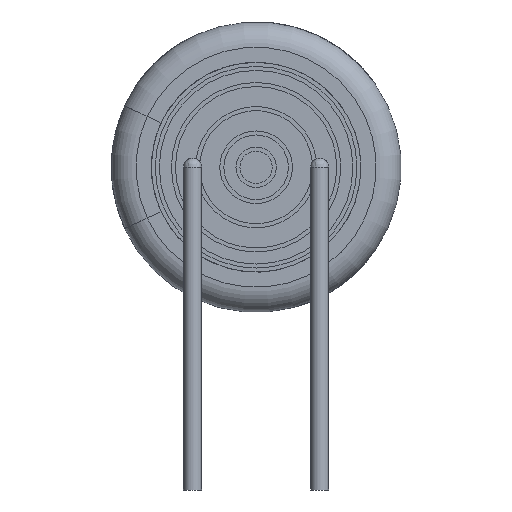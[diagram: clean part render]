
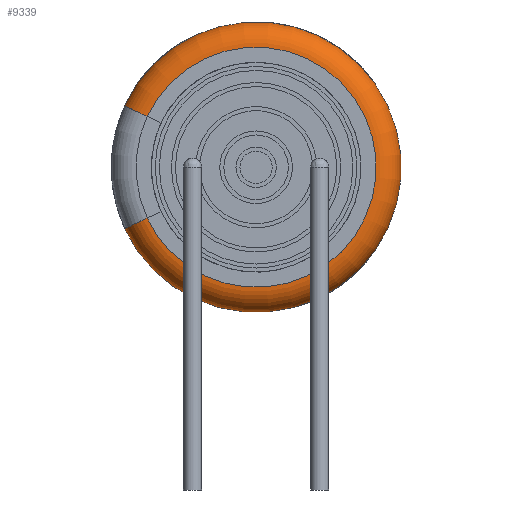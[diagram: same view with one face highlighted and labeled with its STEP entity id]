
A CAD part, front view. The second image highlights one B-rep face of the part: STEP entity #9339.
In plain terms, the highlighted toroidal (fillet/blend) face has major radius 3.308 mm and minor radius 0.692 mm.
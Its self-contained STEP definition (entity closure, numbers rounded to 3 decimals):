
#914=TOROIDAL_SURFACE('',#10100,3.308,0.692);
#2651=FACE_OUTER_BOUND('',#3240,.T.);
#3240=EDGE_LOOP('',(#7033,#7034,#7035,#7036));
#3889=CIRCLE('',#10099,4.);
#3890=CIRCLE('',#10101,3.308);
#3891=CIRCLE('',#10102,0.692);
#3892=CIRCLE('',#10103,0.692);
#4554=VERTEX_POINT('',#16799);
#4555=VERTEX_POINT('',#16800);
#4556=VERTEX_POINT('',#16805);
#4557=VERTEX_POINT('',#16806);
#5519=EDGE_CURVE('',#4554,#4555,#3889,.T.);
#5522=EDGE_CURVE('',#4556,#4557,#3890,.T.);
#5523=EDGE_CURVE('',#4554,#4556,#3891,.T.);
#5524=EDGE_CURVE('',#4555,#4557,#3892,.T.);
#7033=ORIENTED_EDGE('',*,*,#5522,.F.);
#7034=ORIENTED_EDGE('',*,*,#5523,.F.);
#7035=ORIENTED_EDGE('',*,*,#5519,.T.);
#7036=ORIENTED_EDGE('',*,*,#5524,.T.);
#9339=ADVANCED_FACE('',(#2651),#914,.T.);
#10099=AXIS2_PLACEMENT_3D('',#16801,#11402,#11403);
#10100=AXIS2_PLACEMENT_3D('',#16804,#11406,#11407);
#10101=AXIS2_PLACEMENT_3D('',#16807,#11408,#11409);
#10102=AXIS2_PLACEMENT_3D('',#16808,#11410,#11411);
#10103=AXIS2_PLACEMENT_3D('',#16809,#11412,#11413);
#11402=DIRECTION('center_axis',(0.,0.,-1.));
#11403=DIRECTION('ref_axis',(-1.,0.,0.));
#11406=DIRECTION('center_axis',(0.,0.,-1.));
#11407=DIRECTION('ref_axis',(1.,0.,0.));
#11408=DIRECTION('center_axis',(0.,0.,-1.));
#11409=DIRECTION('ref_axis',(-1.,0.,0.));
#11410=DIRECTION('center_axis',(-0.423,-0.906,0.));
#11411=DIRECTION('ref_axis',(-0.906,0.423,0.));
#11412=DIRECTION('center_axis',(0.423,-0.906,0.));
#11413=DIRECTION('ref_axis',(-0.906,-0.423,0.));
#16799=CARTESIAN_POINT('',(-3.625,1.69,0.582));
#16800=CARTESIAN_POINT('',(-3.625,-1.69,0.582));
#16801=CARTESIAN_POINT('Origin',(0.,0.,0.582));
#16804=CARTESIAN_POINT('Origin',(0.,0.,0.582));
#16805=CARTESIAN_POINT('',(-2.998,1.398,-0.11));
#16806=CARTESIAN_POINT('',(-2.998,-1.398,-0.11));
#16807=CARTESIAN_POINT('Origin',(0.,0.,-0.11));
#16808=CARTESIAN_POINT('Origin',(-2.998,1.398,0.582));
#16809=CARTESIAN_POINT('Origin',(-2.998,-1.398,0.582));
